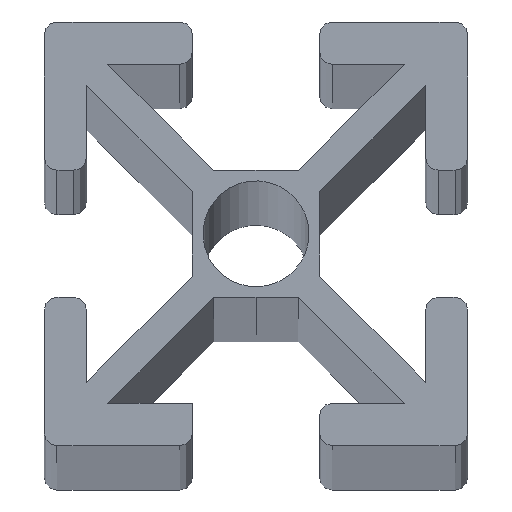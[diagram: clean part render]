
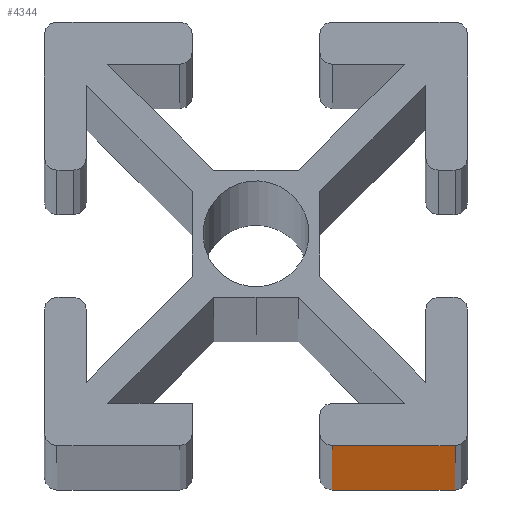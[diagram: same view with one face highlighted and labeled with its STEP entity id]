
A CAD part, top view. The second image highlights one B-rep face of the part: STEP entity #4344.
In plain terms, the highlighted planar face has unit normal (0, -1, 0).
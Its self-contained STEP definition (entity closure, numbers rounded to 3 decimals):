
#44 = PLANE('',#45);
#45 = AXIS2_PLACEMENT_3D('',#46,#47,#48);
#46 = CARTESIAN_POINT('',(0.,0.,0.));
#47 = DIRECTION('',(-0.,-0.,-1.));
#48 = DIRECTION('',(-1.,0.,0.));
#100 = PLANE('',#101);
#101 = AXIS2_PLACEMENT_3D('',#102,#103,#104);
#102 = CARTESIAN_POINT('',(0.,0.,600.)
  );
#103 = DIRECTION('',(-0.,-0.,-1.));
#104 = DIRECTION('',(-1.,0.,0.));
#677 = VERTEX_POINT('',#678);
#678 = CARTESIAN_POINT('',(4.7,-5.,0.));
#693 = CYLINDRICAL_SURFACE('',#694,0.3);
#694 = AXIS2_PLACEMENT_3D('',#695,#696,#697);
#695 = CARTESIAN_POINT('',(4.7,-4.7,0.));
#696 = DIRECTION('',(0.,0.,1.));
#697 = DIRECTION('',(1.,0.,0.));
#705 = EDGE_CURVE('',#706,#677,#708,.T.);
#706 = VERTEX_POINT('',#707);
#707 = CARTESIAN_POINT('',(1.8,-5.,0.));
#708 = SURFACE_CURVE('',#709,(#713,#720),.PCURVE_S1.);
#709 = LINE('',#710,#711);
#710 = CARTESIAN_POINT('',(1.5,-5.,0.));
#711 = VECTOR('',#712,1.);
#712 = DIRECTION('',(1.,0.,0.));
#713 = PCURVE('',#44,#714);
#714 = DEFINITIONAL_REPRESENTATION('',(#715),#719);
#715 = LINE('',#716,#717);
#716 = CARTESIAN_POINT('',(-1.5,-5.));
#717 = VECTOR('',#718,1.);
#718 = DIRECTION('',(-1.,0.));
#719 = ( GEOMETRIC_REPRESENTATION_CONTEXT(2) 
PARAMETRIC_REPRESENTATION_CONTEXT() REPRESENTATION_CONTEXT('2D SPACE',''
  ) );
#720 = PCURVE('',#721,#726);
#721 = PLANE('',#722);
#722 = AXIS2_PLACEMENT_3D('',#723,#724,#725);
#723 = CARTESIAN_POINT('',(1.5,-5.,0.));
#724 = DIRECTION('',(0.,1.,0.));
#725 = DIRECTION('',(1.,0.,0.));
#726 = DEFINITIONAL_REPRESENTATION('',(#727),#731);
#727 = LINE('',#728,#729);
#728 = CARTESIAN_POINT('',(0.,0.));
#729 = VECTOR('',#730,1.);
#730 = DIRECTION('',(1.,0.));
#731 = ( GEOMETRIC_REPRESENTATION_CONTEXT(2) 
PARAMETRIC_REPRESENTATION_CONTEXT() REPRESENTATION_CONTEXT('2D SPACE',''
  ) );
#750 = CYLINDRICAL_SURFACE('',#751,0.3);
#751 = AXIS2_PLACEMENT_3D('',#752,#753,#754);
#752 = CARTESIAN_POINT('',(1.8,-4.7,0.));
#753 = DIRECTION('',(0.,0.,1.));
#754 = DIRECTION('',(0.,-1.,0.));
#2369 = VERTEX_POINT('',#2370);
#2370 = CARTESIAN_POINT('',(4.7,-5.,600.));
#2392 = EDGE_CURVE('',#2393,#2369,#2395,.T.);
#2393 = VERTEX_POINT('',#2394);
#2394 = CARTESIAN_POINT('',(1.8,-5.,600.));
#2395 = SURFACE_CURVE('',#2396,(#2400,#2407),.PCURVE_S1.);
#2396 = LINE('',#2397,#2398);
#2397 = CARTESIAN_POINT('',(1.5,-5.,600.));
#2398 = VECTOR('',#2399,1.);
#2399 = DIRECTION('',(1.,0.,0.));
#2400 = PCURVE('',#100,#2401);
#2401 = DEFINITIONAL_REPRESENTATION('',(#2402),#2406);
#2402 = LINE('',#2403,#2404);
#2403 = CARTESIAN_POINT('',(-1.5,-5.));
#2404 = VECTOR('',#2405,1.);
#2405 = DIRECTION('',(-1.,0.));
#2406 = ( GEOMETRIC_REPRESENTATION_CONTEXT(2) 
PARAMETRIC_REPRESENTATION_CONTEXT() REPRESENTATION_CONTEXT('2D SPACE',''
  ) );
#2407 = PCURVE('',#721,#2408);
#2408 = DEFINITIONAL_REPRESENTATION('',(#2409),#2413);
#2409 = LINE('',#2410,#2411);
#2410 = CARTESIAN_POINT('',(0.,-600.));
#2411 = VECTOR('',#2412,1.);
#2412 = DIRECTION('',(1.,0.));
#2413 = ( GEOMETRIC_REPRESENTATION_CONTEXT(2) 
PARAMETRIC_REPRESENTATION_CONTEXT() REPRESENTATION_CONTEXT('2D SPACE',''
  ) );
#4295 = EDGE_CURVE('',#677,#2369,#4296,.T.);
#4296 = SURFACE_CURVE('',#4297,(#4301,#4308),.PCURVE_S1.);
#4297 = LINE('',#4298,#4299);
#4298 = CARTESIAN_POINT('',(4.7,-5.,0.));
#4299 = VECTOR('',#4300,1.);
#4300 = DIRECTION('',(0.,0.,1.));
#4301 = PCURVE('',#693,#4302);
#4302 = DEFINITIONAL_REPRESENTATION('',(#4303),#4307);
#4303 = LINE('',#4304,#4305);
#4304 = CARTESIAN_POINT('',(-1.571,0.));
#4305 = VECTOR('',#4306,1.);
#4306 = DIRECTION('',(-0.,1.));
#4307 = ( GEOMETRIC_REPRESENTATION_CONTEXT(2) 
PARAMETRIC_REPRESENTATION_CONTEXT() REPRESENTATION_CONTEXT('2D SPACE',''
  ) );
#4308 = PCURVE('',#721,#4309);
#4309 = DEFINITIONAL_REPRESENTATION('',(#4310),#4314);
#4310 = LINE('',#4311,#4312);
#4311 = CARTESIAN_POINT('',(3.2,0.));
#4312 = VECTOR('',#4313,1.);
#4313 = DIRECTION('',(0.,-1.));
#4314 = ( GEOMETRIC_REPRESENTATION_CONTEXT(2) 
PARAMETRIC_REPRESENTATION_CONTEXT() REPRESENTATION_CONTEXT('2D SPACE',''
  ) );
#4344 = ADVANCED_FACE('',(#4345),#721,.F.);
#4345 = FACE_BOUND('',#4346,.F.);
#4346 = EDGE_LOOP('',(#4347,#4348,#4369,#4370));
#4347 = ORIENTED_EDGE('',*,*,#705,.F.);
#4348 = ORIENTED_EDGE('',*,*,#4349,.T.);
#4349 = EDGE_CURVE('',#706,#2393,#4350,.T.);
#4350 = SURFACE_CURVE('',#4351,(#4355,#4362),.PCURVE_S1.);
#4351 = LINE('',#4352,#4353);
#4352 = CARTESIAN_POINT('',(1.8,-5.,0.));
#4353 = VECTOR('',#4354,1.);
#4354 = DIRECTION('',(0.,0.,1.));
#4355 = PCURVE('',#721,#4356);
#4356 = DEFINITIONAL_REPRESENTATION('',(#4357),#4361);
#4357 = LINE('',#4358,#4359);
#4358 = CARTESIAN_POINT('',(0.3,0.));
#4359 = VECTOR('',#4360,1.);
#4360 = DIRECTION('',(0.,-1.));
#4361 = ( GEOMETRIC_REPRESENTATION_CONTEXT(2) 
PARAMETRIC_REPRESENTATION_CONTEXT() REPRESENTATION_CONTEXT('2D SPACE',''
  ) );
#4362 = PCURVE('',#750,#4363);
#4363 = DEFINITIONAL_REPRESENTATION('',(#4364),#4368);
#4364 = LINE('',#4365,#4366);
#4365 = CARTESIAN_POINT('',(-0.,0.));
#4366 = VECTOR('',#4367,1.);
#4367 = DIRECTION('',(-0.,1.));
#4368 = ( GEOMETRIC_REPRESENTATION_CONTEXT(2) 
PARAMETRIC_REPRESENTATION_CONTEXT() REPRESENTATION_CONTEXT('2D SPACE',''
  ) );
#4369 = ORIENTED_EDGE('',*,*,#2392,.T.);
#4370 = ORIENTED_EDGE('',*,*,#4295,.F.);
